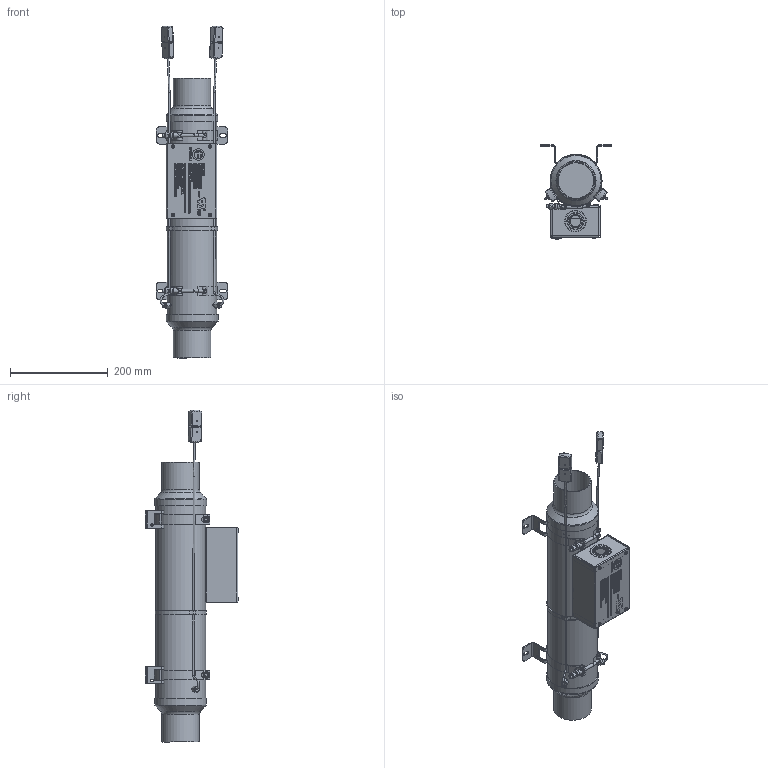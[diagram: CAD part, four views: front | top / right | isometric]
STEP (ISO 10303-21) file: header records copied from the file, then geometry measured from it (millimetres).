
FILE_DESCRIPTION(/* description */ ('Alibre Inc.'),/* implementation_level */ '2;1');
FILE_NAME(/* name */ 'export0',/* time_stamp */ '2016-03-18T08:37:32-04:00',/* author */ (''),/* organization */ (''),/* preprocessor_version */ 'ST-DEVELOPER v14',/* originating_system */ 'Alibre',/* authorisation */ '');
FILE_SCHEMA (('CONFIG_CONTROL_DESIGN'));
Length unit declared in the file: inch
Products named in the file (43): ID_1; ID_2; ID_3; ID_4; ID_5; ID_6; ID_7; ID_8; ID_9; ID_10; ID_11; ID_12; ID_13; ID_14; ID_15; ID_16; ID_17; ID_18; ID_19; ID_20; ID_21; ID_22; ID_23; ID_24; ID_25; ID_26; ID_27; ID_28
Bounding box: 145.59 x 191.73 x 678.02 mm (x, y, z)
Volume: 583920.9 mm3; surface area: 650687.5 mm2
Topology: 333 solids, 333 shells, 5634 faces, 14464 edges, 9491 vertices
Faces by surface type: plane 3538, bspline 1243, cylinder 554, cone 219, torus 44, sphere 34, extrusion 2
Full cylindrical faces by diameter (mm): 1.27 x2, 2.54 x6, 2.642 x4, 3.175 x8, 3.251 x1, 3.302 x2, 3.454 x2, 3.556 x4, 3.937 x2, 3.962 x1, 3.988 x2, 4.369 x4, 4.445 x2, 4.623 x5, 4.699 x2, 4.826 x3, 4.851 x1, 4.877 x2, 4.953 x1, 5.08 x4, 5.334 x2, 5.664 x2, 5.69 x2, 6.032 x2, 6.223 x12, 6.35 x2, 6.615 x2, 6.641 x2, 7.325 x2, 7.75 x2
Entity records: 153976 total; most frequent: CARTESIAN_POINT 39081, ORIENTED_EDGE 25548, DIRECTION 15374, EDGE_CURVE 12774, VECTOR 9319, LINE 9318, VERTEX_POINT 8517, EDGE_LOOP 5397
